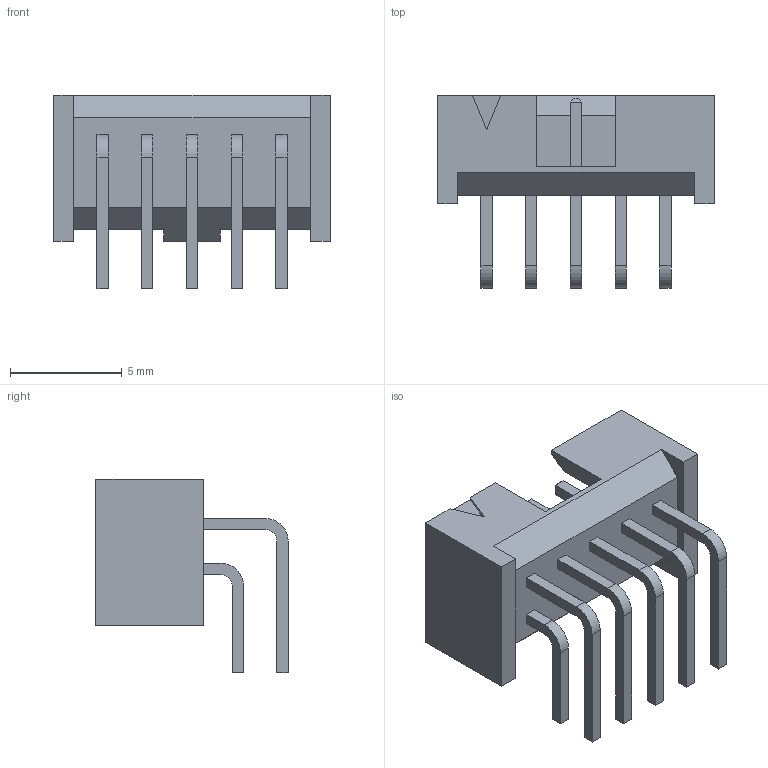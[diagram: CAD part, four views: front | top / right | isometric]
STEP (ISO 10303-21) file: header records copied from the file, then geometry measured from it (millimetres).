
FILE_DESCRIPTION((''),'2;1');
FILE_NAME('SAMTEC_LTMM-105-02-L-D-RA.stp','2013-10-10T15:42:09',(''),(''),'Mechanical Desktop 2011','Mechanical Desktop 2011',', , ');
FILE_SCHEMA(('AUTOMOTIVE_DESIGN { 1 2 10303 214 1 1 1 1 }'));
Length unit declared in the file: millimetre
Products named in the file (1): Product
Bounding box: 12.38 x 8.6 x 8.67 mm (x, y, z)
Volume: 195.7 mm3; surface area: 636.2 mm2
Topology: 21 solids, 21 shells, 234 faces, 532 edges, 340 vertices
Faces by surface type: plane 214, cylinder 20
Entity records: 6443 total; most frequent: CARTESIAN_POINT 1107, ORIENTED_EDGE 1064, DIRECTION 1042, EDGE_CURVE 532, VECTOR 492, LINE 492, VERTEX_POINT 340, AXIS2_PLACEMENT_3D 275
